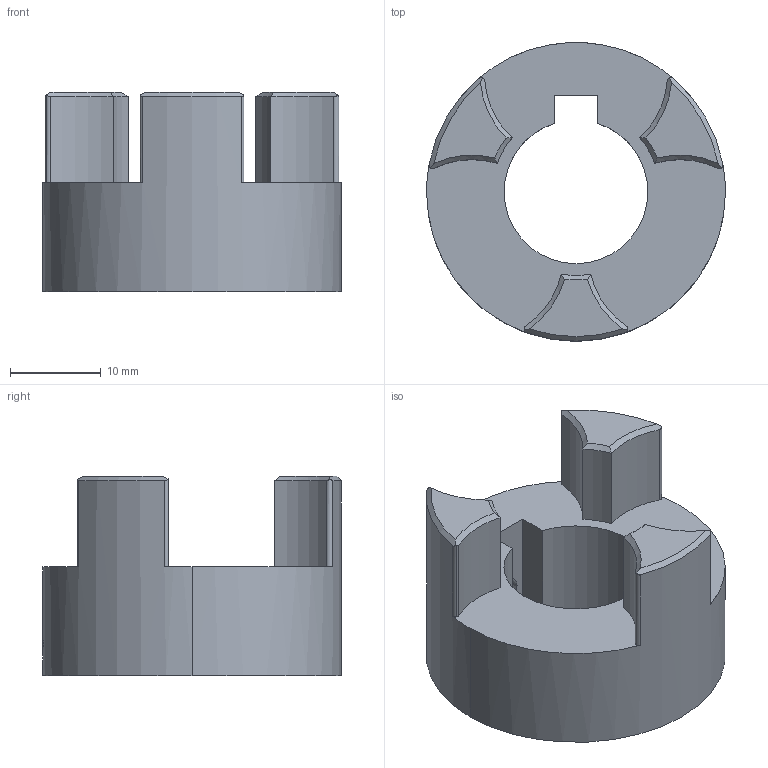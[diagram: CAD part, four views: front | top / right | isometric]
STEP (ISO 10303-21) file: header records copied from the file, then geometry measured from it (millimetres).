
FILE_DESCRIPTION (( 'STEP AP203' ), '1' );
FILE_NAME ('9939T104_Vibrate-Damping Precision Flexible Shaft Coupling.STEP', '2021-09-09T17:18:19', ( 'Administrator' ), ( 'Managed by Terraform' ), 'SwSTEP 2.0', 'SolidWorks 2017', '' );
FILE_SCHEMA (( 'CONFIG_CONTROL_DESIGN' ));
Length unit declared in the file: inch
Products named in the file (1): 9939T104_Vibrate-Damping Precision Flexible Shaft Coupling
Bounding box: 33.02 x 33.02 x 22 mm (x, y, z)
Volume: 9206.4 mm3; surface area: 4229.5 mm2
Topology: 2 solids, 2 shells, 90 faces, 234 edges, 149 vertices
Faces by surface type: cylinder 43, cone 25, plane 17, bspline 5
Entity records: 4202 total; most frequent: CARTESIAN_POINT 2087, ORIENTED_EDGE 468, DIRECTION 386, EDGE_CURVE 234, AXIS2_PLACEMENT_3D 157, VERTEX_POINT 149, EDGE_LOOP 95, ADVANCED_FACE 90
